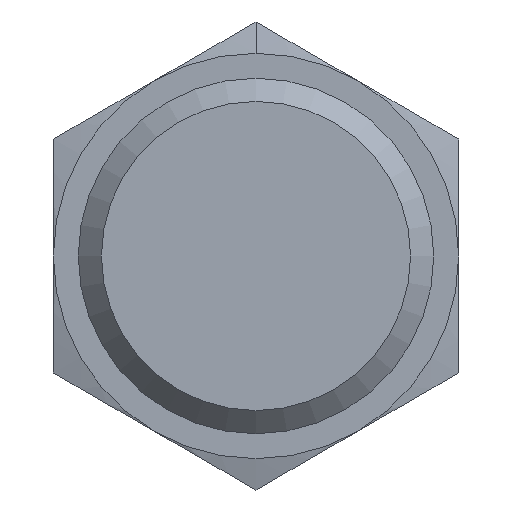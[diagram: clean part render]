
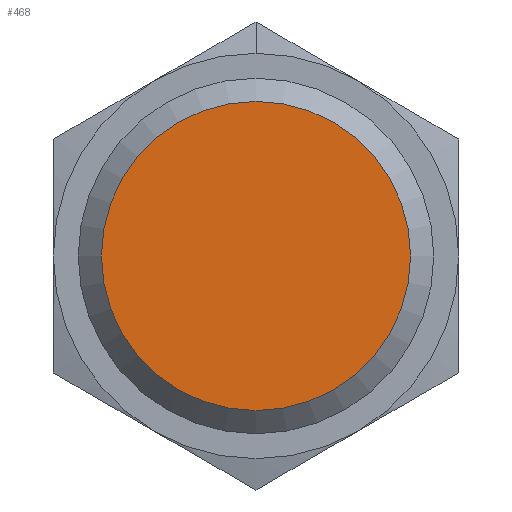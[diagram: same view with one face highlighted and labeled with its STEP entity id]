
A CAD part, front view. The second image highlights one B-rep face of the part: STEP entity #468.
In plain terms, the highlighted planar face has unit normal (0, -1, 0).
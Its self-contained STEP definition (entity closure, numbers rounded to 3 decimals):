
#43=CIRCLE('',#502,5.722);
#44=CIRCLE('',#503,5.722);
#137=VERTEX_POINT('',#790);
#138=VERTEX_POINT('',#792);
#208=EDGE_CURVE('',#138,#137,#43,.F.);
#209=EDGE_CURVE('',#137,#138,#44,.F.);
#292=ORIENTED_EDGE('',*,*,#208,.T.);
#293=ORIENTED_EDGE('',*,*,#209,.T.);
#394=EDGE_LOOP('',(#292,#293));
#431=FACE_BOUND('',#394,.T.);
#468=ADVANCED_FACE('',(#431),#886,.F.);
#502=AXIS2_PLACEMENT_3D('',#791,#579,#580);
#503=AXIS2_PLACEMENT_3D('',#793,#581,#582);
#508=AXIS2_PLACEMENT_3D('',#801,#592,$);
#579=DIRECTION('',(0.,1.,0.));
#580=DIRECTION('',(0.,0.,5.722));
#581=DIRECTION('',(0.,1.,0.));
#582=DIRECTION('',(0.,0.,5.722));
#592=DIRECTION('',(0.,1.,0.));
#790=CARTESIAN_POINT('',(0.,0.,5.722));
#791=CARTESIAN_POINT('',(0.,0.,0.));
#792=CARTESIAN_POINT('',(0.,0.,-5.722));
#793=CARTESIAN_POINT('',(0.,0.,0.));
#801=CARTESIAN_POINT('',(5.723,0.,0.));
#886=PLANE('',#508);
